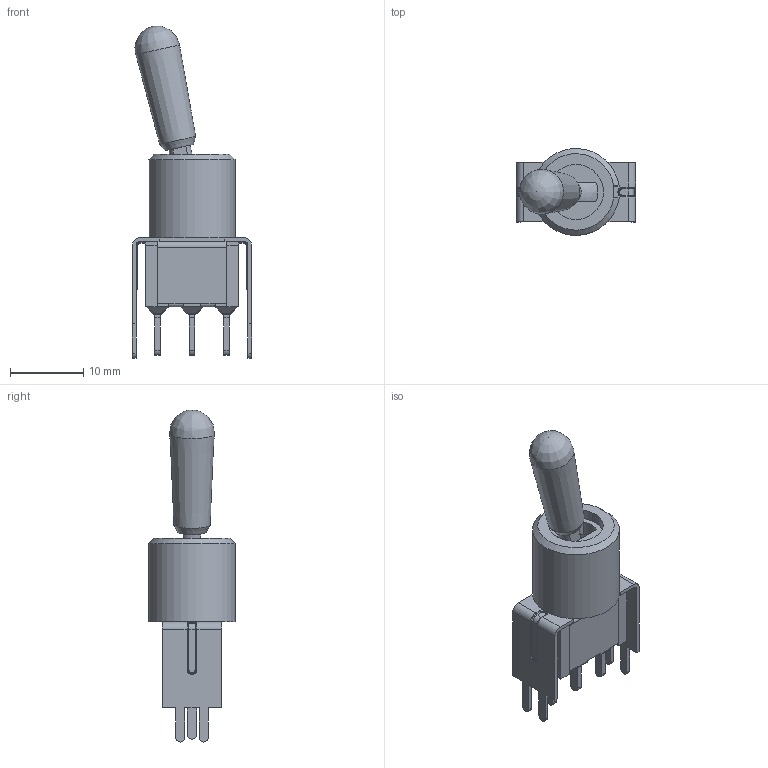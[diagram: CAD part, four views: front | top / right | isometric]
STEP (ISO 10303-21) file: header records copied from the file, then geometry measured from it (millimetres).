
FILE_DESCRIPTION(/* description */ (''),/* implementation_level */ '2;1');
FILE_NAME(/* name */ '100SPxT8B13VS2xE.stp',/* time_stamp */ '2023-05-05T08:46:29-05:00',/* author */ ('mwilliams'),/* organization */ (''),/* preprocessor_version */ 'ST-DEVELOPER v18',/* originating_system */ 'Autodesk Inventor 2020',/* authorisation */ '');
FILE_SCHEMA (('AUTOMOTIVE_DESIGN { 1 0 10303 214 3 1 1 }'));
Length unit declared in the file: millimetre
Products named in the file (1): 100SPxT8B13VS2xE
Bounding box: 16.26 x 11.83 x 45.27 mm (x, y, z)
Volume: 2387.8 mm3; surface area: 3277.7 mm2
Topology: 8 solids, 8 shells, 347 faces, 872 edges, 535 vertices
Faces by surface type: plane 190, cylinder 108, torus 32, sphere 13, cone 3, bspline 1
Full cylindrical faces by diameter (mm): 7.5 x2
Entity records: 10623 total; most frequent: DIRECTION 1810, CARTESIAN_POINT 1789, ORIENTED_EDGE 1716, EDGE_CURVE 858, AXIS2_PLACEMENT_3D 607, LINE 596, VECTOR 596, VERTEX_POINT 535
